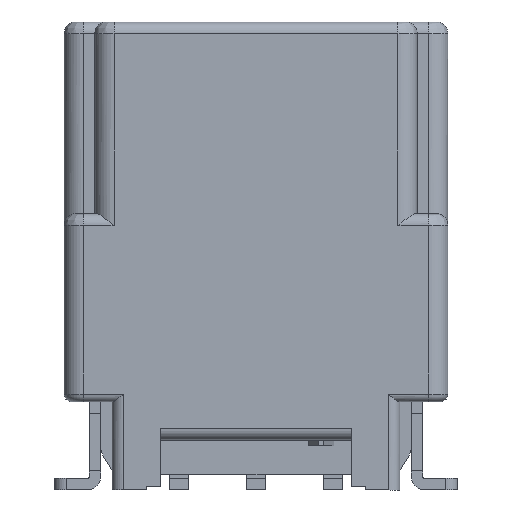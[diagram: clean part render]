
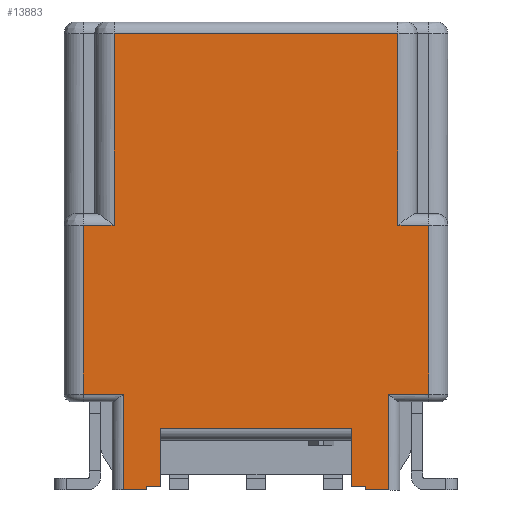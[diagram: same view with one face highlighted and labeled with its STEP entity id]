
A CAD part, left-side view. The second image highlights one B-rep face of the part: STEP entity #13883.
In plain terms, the highlighted planar face has unit normal (-1, 0, 0).
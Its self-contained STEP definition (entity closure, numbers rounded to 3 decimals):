
#1006=DIRECTION('',(0.,0.,1.));
#1007=VECTOR('',#1006,5.);
#1008=CARTESIAN_POINT('',(-4.4,3.7,4.1));
#1009=LINE('',#1008,#1007);
#1025=DIRECTION('',(0.,-1.,0.));
#1026=VECTOR('',#1025,7.4);
#1027=CARTESIAN_POINT('',(-4.4,3.7,9.1));
#1028=LINE('',#1027,#1026);
#1033=DIRECTION('',(0.,-1.,0.));
#1034=VECTOR('',#1033,0.6);
#1035=CARTESIAN_POINT('',(-4.4,3.45,-2.8));
#1036=LINE('',#1035,#1034);
#1037=DIRECTION('',(0.,-1.,0.));
#1038=VECTOR('',#1037,0.6);
#1039=CARTESIAN_POINT('',(-4.4,-2.85,-2.8));
#1040=LINE('',#1039,#1038);
#1041=DIRECTION('',(0.,-1.,0.));
#1042=VECTOR('',#1041,0.35);
#1043=CARTESIAN_POINT('',(-4.4,-2.5,-2.7));
#1044=LINE('',#1043,#1042);
#1045=DIRECTION('',(0.,-1.,0.));
#1046=VECTOR('',#1045,0.35);
#1047=CARTESIAN_POINT('',(-4.4,2.85,-2.7));
#1048=LINE('',#1047,#1046);
#1049=DIRECTION('',(0.,0.,1.));
#1050=VECTOR('',#1049,0.1);
#1051=CARTESIAN_POINT('',(-4.4,2.85,-2.8));
#1052=LINE('',#1051,#1050);
#4144=DIRECTION('',(0.,0.,-1.));
#4145=VECTOR('',#4144,2.5);
#4146=CARTESIAN_POINT('',(-4.4,-3.45,-0.3));
#4147=LINE('',#4146,#4145);
#4161=DIRECTION('',(0.,0.,1.));
#4162=VECTOR('',#4161,0.1);
#4163=CARTESIAN_POINT('',(-4.4,-2.85,-2.8));
#4164=LINE('',#4163,#4162);
#4410=DIRECTION('',(0.,0.,1.));
#4411=VECTOR('',#4410,1.5);
#4412=CARTESIAN_POINT('',(-4.4,-2.5,-2.7));
#4413=LINE('',#4412,#4411);
#4422=DIRECTION('',(0.,1.,0.));
#4423=VECTOR('',#4422,5.);
#4424=CARTESIAN_POINT('',(-4.4,-2.5,-1.2));
#4425=LINE('',#4424,#4423);
#4430=DIRECTION('',(0.,0.,-1.));
#4431=VECTOR('',#4430,1.5);
#4432=CARTESIAN_POINT('',(-4.4,2.5,-1.2));
#4433=LINE('',#4432,#4431);
#4493=DIRECTION('',(0.,1.,0.));
#4494=VECTOR('',#4493,1.05);
#4495=CARTESIAN_POINT('',(-4.4,-4.5,-0.3));
#4496=LINE('',#4495,#4494);
#4530=DIRECTION('',(0.,0.,-1.));
#4531=VECTOR('',#4530,4.4);
#4532=CARTESIAN_POINT('',(-4.4,-4.5,4.1));
#4533=LINE('',#4532,#4531);
#4549=DIRECTION('',(0.,-1.,0.));
#4550=VECTOR('',#4549,0.8);
#4551=CARTESIAN_POINT('',(-4.4,-3.7,4.1));
#4552=LINE('',#4551,#4550);
#4561=CARTESIAN_POINT('',(-4.4,-3.7,4.1));
#4567=DIRECTION('',(0.,0.,-1.));
#4568=VECTOR('',#4567,5.);
#4569=CARTESIAN_POINT('',(-4.4,-3.7,9.1));
#4570=LINE('',#4569,#4568);
#5306=DIRECTION('',(0.,0.,1.));
#5307=VECTOR('',#5306,4.4);
#5308=CARTESIAN_POINT('',(-4.4,4.5,-0.3));
#5309=LINE('',#5308,#5307);
#5416=DIRECTION('',(0.,-1.,0.));
#5417=VECTOR('',#5416,0.8);
#5418=CARTESIAN_POINT('',(-4.4,4.5,4.1));
#5419=LINE('',#5418,#5417);
#5424=DIRECTION('',(0.,1.,0.));
#5425=VECTOR('',#5424,1.05);
#5426=CARTESIAN_POINT('',(-4.4,3.45,-0.3));
#5427=LINE('',#5426,#5425);
#5452=DIRECTION('',(0.,0.,1.));
#5453=VECTOR('',#5452,2.5);
#5454=CARTESIAN_POINT('',(-4.4,3.45,-2.8));
#5455=LINE('',#5454,#5453);
#10656=CARTESIAN_POINT('',(-4.4,-3.7,9.1));
#10657=VERTEX_POINT('',#10656);
#10658=CARTESIAN_POINT('',(-4.4,3.7,9.1));
#10659=VERTEX_POINT('',#10658);
#10792=CARTESIAN_POINT('',(-4.4,2.5,-2.7));
#10793=VERTEX_POINT('',#10792);
#10794=CARTESIAN_POINT('',(-4.4,2.5,-1.2));
#10795=VERTEX_POINT('',#10794);
#10796=CARTESIAN_POINT('',(-4.4,-2.5,-1.2));
#10797=VERTEX_POINT('',#10796);
#10800=CARTESIAN_POINT('',(-4.4,-2.5,-2.7));
#10801=VERTEX_POINT('',#10800);
#11103=VERTEX_POINT('',#4561);
#11104=CARTESIAN_POINT('',(-4.4,3.45,-2.8));
#11105=CARTESIAN_POINT('',(-4.4,2.85,-2.8));
#11106=VERTEX_POINT('',#11104);
#11107=VERTEX_POINT('',#11105);
#11108=CARTESIAN_POINT('',(-4.4,2.85,-2.7));
#11109=VERTEX_POINT('',#11108);
#11110=CARTESIAN_POINT('',(-4.4,-2.85,-2.7));
#11111=VERTEX_POINT('',#11110);
#11112=CARTESIAN_POINT('',(-4.4,-2.85,-2.8));
#11113=VERTEX_POINT('',#11112);
#11114=CARTESIAN_POINT('',(-4.4,-3.45,-2.8));
#11115=VERTEX_POINT('',#11114);
#11116=CARTESIAN_POINT('',(-4.4,-3.45,-0.3));
#11117=VERTEX_POINT('',#11116);
#11118=CARTESIAN_POINT('',(-4.4,-4.5,-0.3));
#11119=VERTEX_POINT('',#11118);
#11120=CARTESIAN_POINT('',(-4.4,-4.5,4.1));
#11121=VERTEX_POINT('',#11120);
#11122=CARTESIAN_POINT('',(-4.4,3.7,4.1));
#11123=VERTEX_POINT('',#11122);
#11124=CARTESIAN_POINT('',(-4.4,4.5,4.1));
#11125=VERTEX_POINT('',#11124);
#11126=CARTESIAN_POINT('',(-4.4,4.5,-0.3));
#11127=VERTEX_POINT('',#11126);
#11128=CARTESIAN_POINT('',(-4.4,3.45,-0.3));
#11129=VERTEX_POINT('',#11128);
#13838=CARTESIAN_POINT('',(-4.4,5.,0.));
#13839=DIRECTION('',(-1.,0.,0.));
#13840=DIRECTION('',(0.,-1.,0.));
#13841=AXIS2_PLACEMENT_3D('',#13838,#13839,#13840);
#13842=PLANE('',#13841);
#13844=ORIENTED_EDGE('',*,*,#13843,.F.);
#13846=ORIENTED_EDGE('',*,*,#13845,.T.);
#13848=ORIENTED_EDGE('',*,*,#13847,.T.);
#13850=ORIENTED_EDGE('',*,*,#13849,.T.);
#13852=ORIENTED_EDGE('',*,*,#13851,.T.);
#13853=ORIENTED_EDGE('',*,*,#13792,.T.);
#13854=ORIENTED_EDGE('',*,*,#13829,.T.);
#13856=ORIENTED_EDGE('',*,*,#13855,.T.);
#13858=ORIENTED_EDGE('',*,*,#13857,.T.);
#13860=ORIENTED_EDGE('',*,*,#13859,.T.);
#13862=ORIENTED_EDGE('',*,*,#13861,.T.);
#13864=ORIENTED_EDGE('',*,*,#13863,.T.);
#13866=ORIENTED_EDGE('',*,*,#13865,.F.);
#13868=ORIENTED_EDGE('',*,*,#13867,.T.);
#13870=ORIENTED_EDGE('',*,*,#13869,.F.);
#13872=ORIENTED_EDGE('',*,*,#13871,.T.);
#13874=ORIENTED_EDGE('',*,*,#13873,.T.);
#13876=ORIENTED_EDGE('',*,*,#13875,.T.);
#13878=ORIENTED_EDGE('',*,*,#13877,.F.);
#13880=ORIENTED_EDGE('',*,*,#13879,.F.);
#13881=EDGE_LOOP('',(#13844,#13846,#13848,#13850,#13852,#13853,#13854,#13856,
#13858,#13860,#13862,#13864,#13866,#13868,#13870,#13872,#13874,#13876,#13878,
#13880));
#13882=FACE_OUTER_BOUND('',#13881,.F.);
#13792=EDGE_CURVE('',#11123,#10659,#1009,.T.);
#13829=EDGE_CURVE('',#10659,#10657,#1028,.T.);
#13843=EDGE_CURVE('',#11106,#11107,#1036,.T.);
#13845=EDGE_CURVE('',#11106,#11129,#5455,.T.);
#13847=EDGE_CURVE('',#11129,#11127,#5427,.T.);
#13849=EDGE_CURVE('',#11127,#11125,#5309,.T.);
#13851=EDGE_CURVE('',#11125,#11123,#5419,.T.);
#13855=EDGE_CURVE('',#10657,#11103,#4570,.T.);
#13857=EDGE_CURVE('',#11103,#11121,#4552,.T.);
#13859=EDGE_CURVE('',#11121,#11119,#4533,.T.);
#13861=EDGE_CURVE('',#11119,#11117,#4496,.T.);
#13863=EDGE_CURVE('',#11117,#11115,#4147,.T.);
#13865=EDGE_CURVE('',#11113,#11115,#1040,.T.);
#13867=EDGE_CURVE('',#11113,#11111,#4164,.T.);
#13869=EDGE_CURVE('',#10801,#11111,#1044,.T.);
#13871=EDGE_CURVE('',#10801,#10797,#4413,.T.);
#13873=EDGE_CURVE('',#10797,#10795,#4425,.T.);
#13875=EDGE_CURVE('',#10795,#10793,#4433,.T.);
#13877=EDGE_CURVE('',#11109,#10793,#1048,.T.);
#13879=EDGE_CURVE('',#11107,#11109,#1052,.T.);
#13883=ADVANCED_FACE('',(#13882),#13842,.T.);
